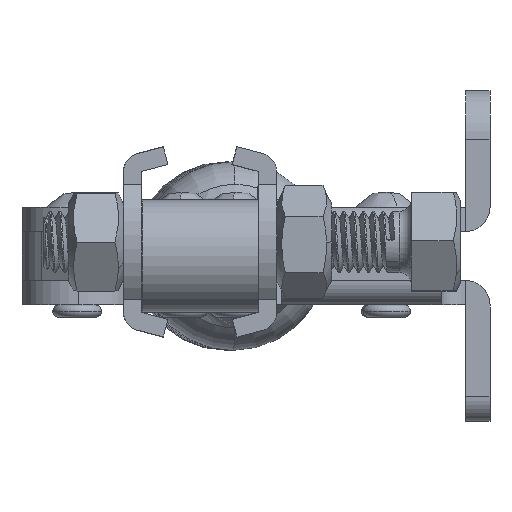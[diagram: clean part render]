
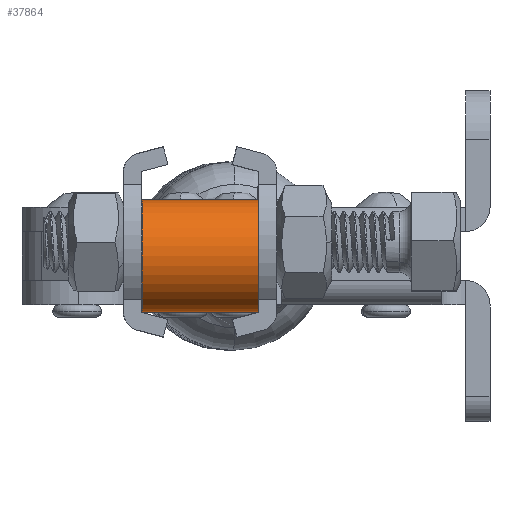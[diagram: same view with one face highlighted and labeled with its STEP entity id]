
A CAD part, left-side view. The second image highlights one B-rep face of the part: STEP entity #37864.
In plain terms, the highlighted cylindrical face has radius 4.6 mm (diameter 9.2 mm), a partial arc.
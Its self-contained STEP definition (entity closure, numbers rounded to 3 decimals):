
#1902 = VERTEX_POINT ( 'NONE', #35166 ) ;
#2883 = ORIENTED_EDGE ( 'NONE', *, *, #20618, .F. ) ;
#2926 = DIRECTION ( 'NONE',  ( 0., -1., 0. ) ) ;
#4766 = AXIS2_PLACEMENT_3D ( 'NONE', #35556, #16876, #38674 ) ;
#4862 = CARTESIAN_POINT ( 'NONE',  ( 38.492, 23.947, 9.2 ) ) ;
#5678 = EDGE_CURVE ( 'NONE', #29227, #37443, #32811, .T. ) ;
#6474 = CARTESIAN_POINT ( 'NONE',  ( 38.492, 0., 0. ) ) ;
#6890 = CIRCLE ( 'NONE', #4766, 4.6 ) ;
#7497 = CYLINDRICAL_SURFACE ( 'NONE', #23880, 4.6 ) ;
#8218 = EDGE_LOOP ( 'NONE', ( #10986, #34268, #2883, #24258 ) ) ;
#10986 = ORIENTED_EDGE ( 'NONE', *, *, #34169, .T. ) ;
#12343 = CARTESIAN_POINT ( 'NONE',  ( 38.492, 33.648, 4.6 ) ) ;
#13968 = DIRECTION ( 'NONE',  ( 0., 1., 0. ) ) ;
#15007 = VECTOR ( 'NONE', #24911, 1000. ) ;
#16197 = CARTESIAN_POINT ( 'NONE',  ( 38.492, 33.648, 9.2 ) ) ;
#16876 = DIRECTION ( 'NONE',  ( 0., 1., 0. ) ) ;
#17378 = CARTESIAN_POINT ( 'NONE',  ( 38.492, 14.447, 0. ) ) ;
#20618 = EDGE_CURVE ( 'NONE', #1902, #29227, #6890, .T. ) ;
#22458 = DIRECTION ( 'NONE',  ( 0., -1., 0. ) ) ;
#23880 = AXIS2_PLACEMENT_3D ( 'NONE', #12343, #2926, #34131 ) ;
#23998 = FACE_OUTER_BOUND ( 'NONE', #8218, .T. ) ;
#24258 = ORIENTED_EDGE ( 'NONE', *, *, #31722, .F. ) ;
#24911 = DIRECTION ( 'NONE',  ( 0., 1., 0. ) ) ;
#25004 = CARTESIAN_POINT ( 'NONE',  ( 38.492, 14.447, 9.2 ) ) ;
#26454 = VECTOR ( 'NONE', #22458, 1000. ) ;
#29227 = VERTEX_POINT ( 'NONE', #4862 ) ;
#30447 = VERTEX_POINT ( 'NONE', #17378 ) ;
#31722 = EDGE_CURVE ( 'NONE', #30447, #1902, #38867, .T. ) ;
#32611 = CARTESIAN_POINT ( 'NONE',  ( 38.492, 14.447, 4.6 ) ) ;
#32811 = LINE ( 'NONE', #16197, #26454 ) ;
#34131 = DIRECTION ( 'NONE',  ( 0., 0., -1. ) ) ;
#34169 = EDGE_CURVE ( 'NONE', #30447, #37443, #35358, .T. ) ;
#34268 = ORIENTED_EDGE ( 'NONE', *, *, #5678, .F. ) ;
#35166 = CARTESIAN_POINT ( 'NONE',  ( 38.492, 23.947, 0. ) ) ;
#35358 = CIRCLE ( 'NONE', #36390, 4.6 ) ;
#35556 = CARTESIAN_POINT ( 'NONE',  ( 38.492, 23.947, 4.6 ) ) ;
#35753 = DIRECTION ( 'NONE',  ( 0., 0., -1. ) ) ;
#36390 = AXIS2_PLACEMENT_3D ( 'NONE', #32611, #13968, #35753 ) ;
#37443 = VERTEX_POINT ( 'NONE', #25004 ) ;
#37864 = ADVANCED_FACE ( 'NONE', ( #23998 ), #7497, .T. ) ;
#38674 = DIRECTION ( 'NONE',  ( 1., 0., 0. ) ) ;
#38867 = LINE ( 'NONE', #6474, #15007 ) ;
